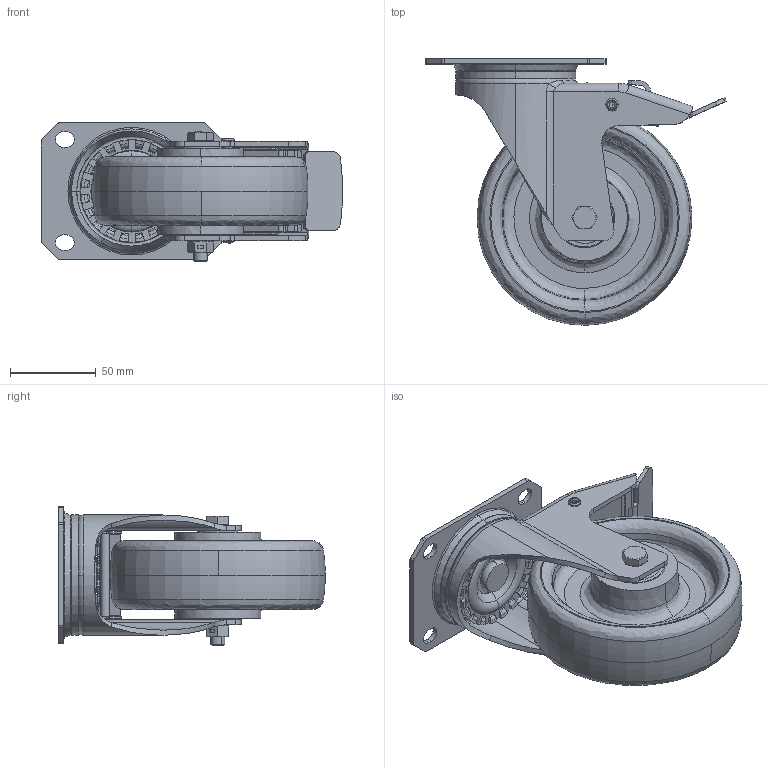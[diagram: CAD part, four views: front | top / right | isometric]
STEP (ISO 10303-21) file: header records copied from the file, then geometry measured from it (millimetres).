
FILE_DESCRIPTION (( 'STEP AP214' ), '1' );
FILE_NAME ('0056034.step', '2023-08-01T09:37:35', ( '' ), ( '' ), 'SwSTEP 2.0', 'SolidWorks 2020', '' );
FILE_SCHEMA (( 'AUTOMOTIVE_DESIGN' ));
Length unit declared in the file: millimetre
Products named in the file (1): 0056034
Bounding box: 175.08 x 155 x 81 mm (x, y, z)
Surface area: 147360.2 mm2 (no closed solid volume)
Topology: 0 solids, 29 shells, 716 faces, 2002 edges, 1311 vertices
Faces by surface type: cylinder 228, plane 212, torus 126, cone 92, bspline 42, sphere 16
Entity records: 35197 total; most frequent: CARTESIAN_POINT 9178, DIRECTION 3825, ORIENTED_EDGE 3519, EDGE_CURVE 2002, AXIS2_PLACEMENT_3D 1557, VERTEX_POINT 1311, CIRCLE 882, EDGE_LOOP 792
